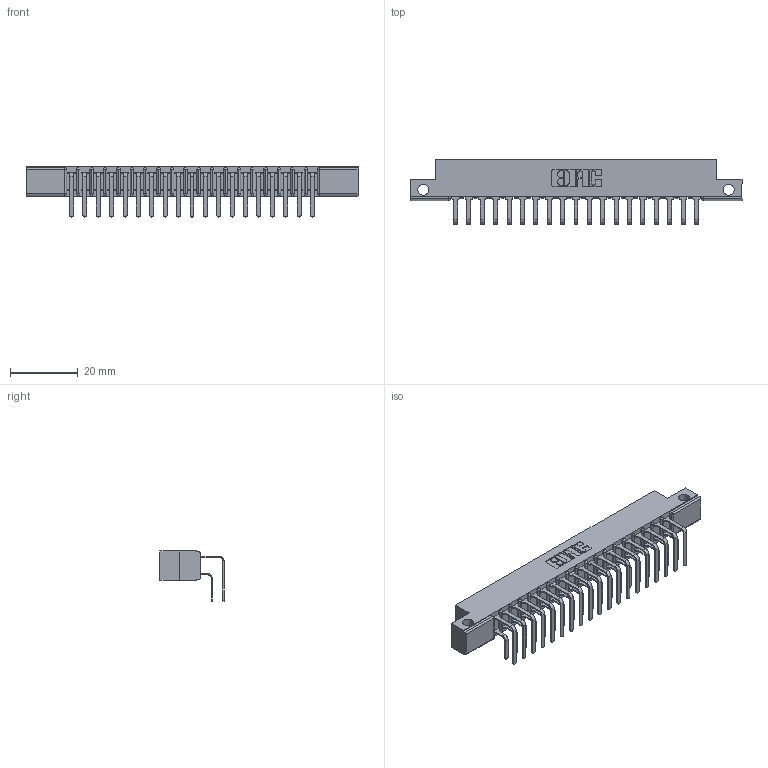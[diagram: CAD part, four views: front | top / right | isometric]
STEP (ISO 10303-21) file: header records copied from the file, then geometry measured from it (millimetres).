
FILE_DESCRIPTION (( 'STEP AP203' ), '1' );
FILE_NAME ('307-038-558-212.STEP', '2019-09-06T04:52:47', ( '' ), ( '' ), 'SwSTEP 2.0', 'SolidWorks 2016', '' );
FILE_SCHEMA (( 'CONFIG_CONTROL_DESIGN' ));
Length unit declared in the file: inch
Products named in the file (4): 307-038-558-212; 307 Part_.128 Dia Side Mounting Holes; 307-290-001_558 - 2 (Single); 307-290-001_558 559 - 1 (Single)
Assembly tree (39 placements, depth 2):
  307-038-558-212
    307 Part_.128 Dia Side Mounting Holes
    307-290-001_558 559 - 1 (Single)  x19
    307-290-001_558 - 2 (Single)  x19
Bounding box: 98.3 x 18.96 x 14.81 mm (x, y, z)
Volume: 6522.6 mm3; surface area: 12174.2 mm2
Topology: 39 solids, 39 shells, 2038 faces, 5719 edges, 3706 vertices
Faces by surface type: plane 1324, cylinder 674, sphere 40
Entity records: 21181 total; most frequent: CARTESIAN_POINT 3473, ORIENTED_EDGE 3438, DIRECTION 3411, EDGE_CURVE 1719, LINE 1307, VECTOR 1307, VERTEX_POINT 1114, AXIS2_PLACEMENT_3D 1052
